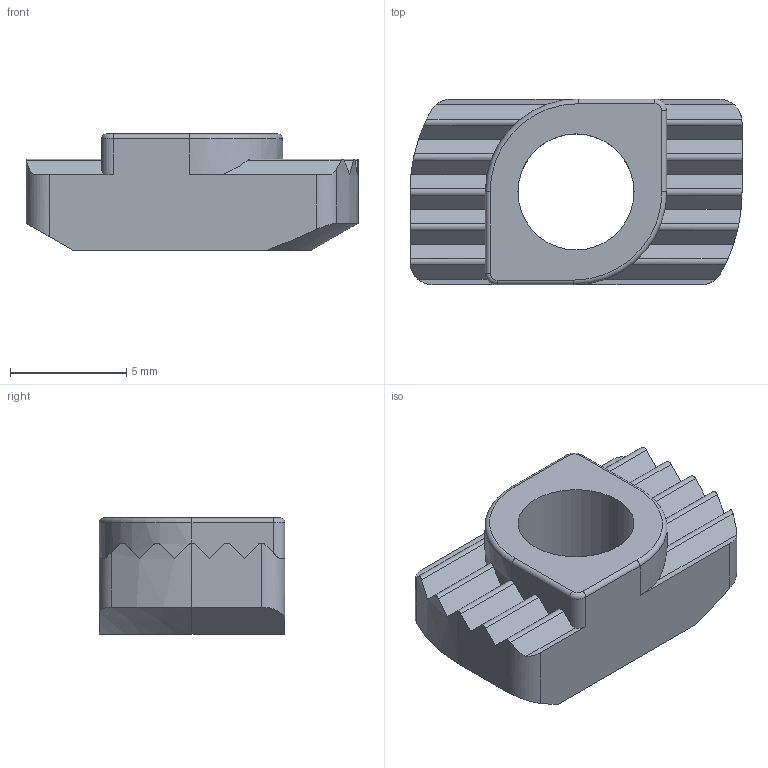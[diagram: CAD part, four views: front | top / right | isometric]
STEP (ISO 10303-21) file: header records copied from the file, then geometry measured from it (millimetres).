
FILE_DESCRIPTION (( 'STEP AP214' ), '1' );
FILE_NAME ('096h08610.STEP', '2014-08-18T13:09:00', ( '' ), ( '' ), 'SwSTEP 2.0', 'SolidWorks 2014', '' );
FILE_SCHEMA (( 'AUTOMOTIVE_DESIGN' ));
Length unit declared in the file: millimetre
Products named in the file (1): 096h08610
Bounding box: 14.3 x 8 x 5 mm (x, y, z)
Volume: 358.7 mm3; surface area: 441.9 mm2
Topology: 1 solids, 1 shells, 66 faces, 182 edges, 118 vertices
Faces by surface type: plane 34, cylinder 26, torus 4, cone 2
Entity records: 2162 total; most frequent: CARTESIAN_POINT 521, ORIENTED_EDGE 364, DIRECTION 314, EDGE_CURVE 182, VERTEX_POINT 118, AXIS2_PLACEMENT_3D 111, VECTOR 92, LINE 92
